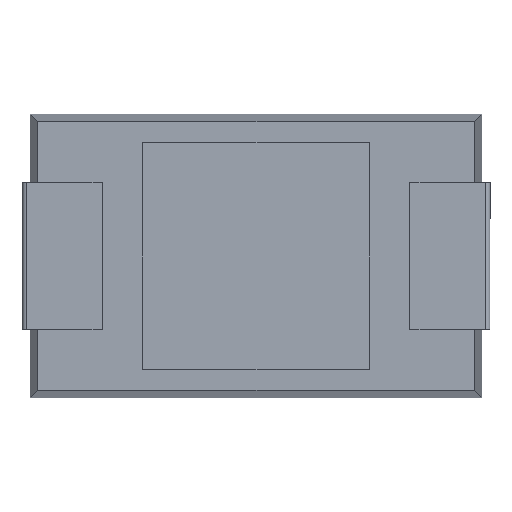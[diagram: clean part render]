
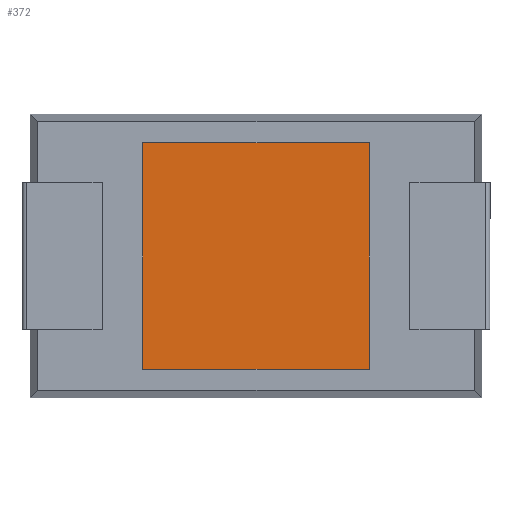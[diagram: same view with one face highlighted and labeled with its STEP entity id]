
A CAD part, front view. The second image highlights one B-rep face of the part: STEP entity #372.
In plain terms, the highlighted planar face has unit normal (0, -1, 0).
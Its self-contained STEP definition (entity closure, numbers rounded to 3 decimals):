
#31 = LINE ( 'NONE', #1020, #361 ) ;
#74 = DIRECTION ( 'NONE',  ( -1., 0., 0. ) ) ;
#104 = CARTESIAN_POINT ( 'NONE',  ( 5.51, -0.1, -0.46 ) ) ;
#131 = CARTESIAN_POINT ( 'NONE',  ( 0., -0.1, 0. ) ) ;
#203 = DIRECTION ( 'NONE',  ( 1., 0., 0. ) ) ;
#254 = DIRECTION ( 'NONE',  ( 0., 0., -1. ) ) ;
#361 = VECTOR ( 'NONE', #379, 1000. ) ;
#372 = ADVANCED_FACE ( 'NONE', ( #1305 ), #1252, .T. ) ;
#379 = DIRECTION ( 'NONE',  ( 0., 0., -1. ) ) ;
#386 = ORIENTED_EDGE ( 'NONE', *, *, #1470, .T. ) ;
#545 = VERTEX_POINT ( 'NONE', #721 ) ;
#547 = CARTESIAN_POINT ( 'NONE',  ( 1.83, -0.1, -4.14 ) ) ;
#549 = CARTESIAN_POINT ( 'NONE',  ( 5.51, -0.1, -4.14 ) ) ;
#635 = EDGE_LOOP ( 'NONE', ( #1213, #826, #386, #775 ) ) ;
#683 = AXIS2_PLACEMENT_3D ( 'NONE', #131, #1156, #254 ) ;
#721 = CARTESIAN_POINT ( 'NONE',  ( 1.83, -0.1, -4.14 ) ) ;
#775 = ORIENTED_EDGE ( 'NONE', *, *, #1380, .T. ) ;
#826 = ORIENTED_EDGE ( 'NONE', *, *, #1313, .T. ) ;
#830 = LINE ( 'NONE', #104, #918 ) ;
#886 = DIRECTION ( 'NONE',  ( 0., 0., 1. ) ) ;
#889 = CARTESIAN_POINT ( 'NONE',  ( 5.51, -0.1, -0.46 ) ) ;
#918 = VECTOR ( 'NONE', #886, 1000. ) ;
#947 = VERTEX_POINT ( 'NONE', #549 ) ;
#968 = LINE ( 'NONE', #1207, #1294 ) ;
#971 = VERTEX_POINT ( 'NONE', #889 ) ;
#1005 = VECTOR ( 'NONE', #203, 1000. ) ;
#1020 = CARTESIAN_POINT ( 'NONE',  ( 1.83, -0.1, -0.46 ) ) ;
#1038 = EDGE_CURVE ( 'NONE', #947, #971, #830, .T. ) ;
#1151 = VERTEX_POINT ( 'NONE', #1476 ) ;
#1156 = DIRECTION ( 'NONE',  ( 0., -1., 0. ) ) ;
#1157 = LINE ( 'NONE', #547, #1005 ) ;
#1207 = CARTESIAN_POINT ( 'NONE',  ( 1.83, -0.1, -0.46 ) ) ;
#1213 = ORIENTED_EDGE ( 'NONE', *, *, #1038, .T. ) ;
#1252 = PLANE ( 'NONE',  #683 ) ;
#1294 = VECTOR ( 'NONE', #74, 1000. ) ;
#1305 = FACE_OUTER_BOUND ( 'NONE', #635, .T. ) ;
#1313 = EDGE_CURVE ( 'NONE', #971, #1151, #968, .T. ) ;
#1380 = EDGE_CURVE ( 'NONE', #545, #947, #1157, .T. ) ;
#1470 = EDGE_CURVE ( 'NONE', #1151, #545, #31, .T. ) ;
#1476 = CARTESIAN_POINT ( 'NONE',  ( 1.83, -0.1, -0.46 ) ) ;
